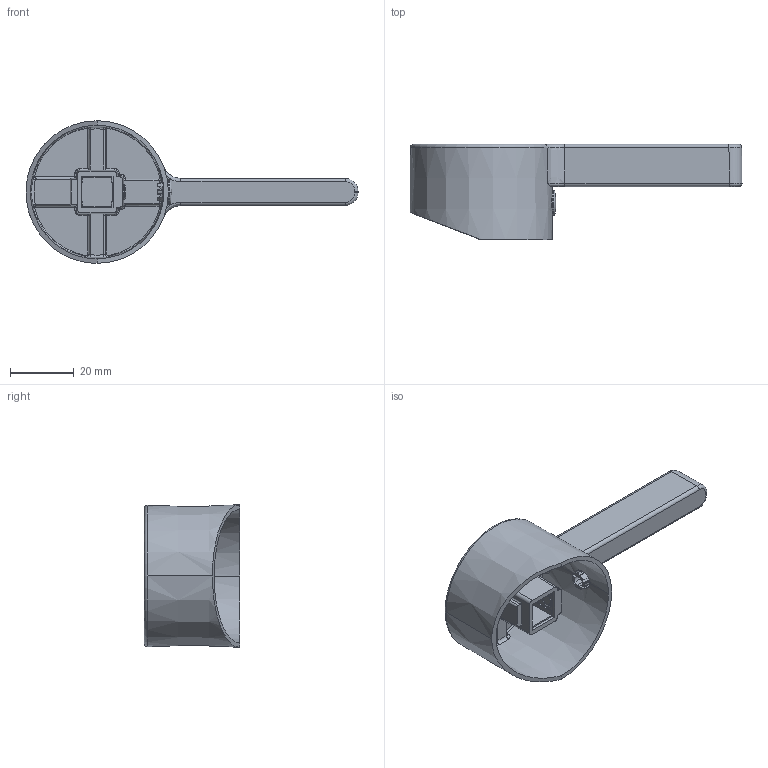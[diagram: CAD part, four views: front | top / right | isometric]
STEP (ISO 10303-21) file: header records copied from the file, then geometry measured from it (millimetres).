
FILE_DESCRIPTION((''),'2;1');
FILE_NAME('QHZ0811-XX-RS_ASM','2025-05-21T',('g1002238'),(''),'PRO/ENGINEER BY PARAMETRIC TECHNOLOGY CORPORATION, 2012360','PRO/ENGINEER BY PARAMETRIC TECHNOLOGY CORPORATION, 2012360','');
FILE_SCHEMA(('CONFIG_CONTROL_DESIGN'));
Length unit declared in the file: millimetre
Products named in the file (4): CTHZ0811; CTST0084; CTCP0072; QHZ0811-XX-RS_ASM
Assembly tree (4 placements, depth 2):
  QHZ0811-XX-RS_ASM
    CTHZ0811
    CTST0084
    CTCP0072  x2
Bounding box: 104.33 x 30 x 44.8 mm (x, y, z)
Volume: 17005 mm3; surface area: 15161.2 mm2
Topology: 4 solids, 4 shells, 494 faces, 1195 edges, 704 vertices
Faces by surface type: cylinder 147, bspline 147, plane 87, torus 61, sphere 36, cone 16
Entity records: 22518 total; most frequent: CARTESIAN_POINT 15078, ORIENTED_EDGE 1702, DIRECTION 1315, EDGE_CURVE 851, AXIS2_PLACEMENT_3D 524, VERTEX_POINT 510, EDGE_LOOP 355, FACE_OUTER_BOUND 349
